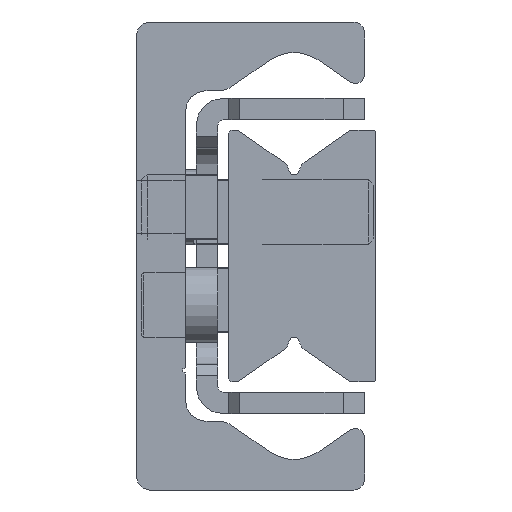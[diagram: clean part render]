
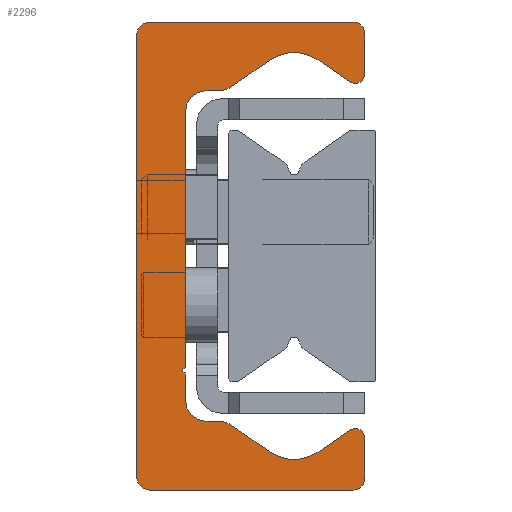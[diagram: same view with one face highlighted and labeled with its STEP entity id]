
A CAD part, left-side view. The second image highlights one B-rep face of the part: STEP entity #2296.
In plain terms, the highlighted planar face has unit normal (-1, 0, 0).
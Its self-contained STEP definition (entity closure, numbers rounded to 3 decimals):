
#1291=CARTESIAN_POINT('',(0.0,9.25,-21.5));
#1292=VERTEX_POINT('',#1291);
#1299=CARTESIAN_POINT('',(0.0,10.5,-20.25));
#1300=VERTEX_POINT('',#1299);
#1301=CARTESIAN_POINT('',(0.0,9.25,-20.25));
#1302=DIRECTION('',(1.0,0.0,0.0));
#1303=DIRECTION('',(0.0,0.0,-1.0));
#1304=AXIS2_PLACEMENT_3D('',#1301,#1302,#1303);
#1305=CIRCLE('',#1304,1.25);
#1306=EDGE_CURVE('',#1292,#1300,#1305,.T.);
#1330=CARTESIAN_POINT('',(0.0,-9.5,-21.5));
#1331=VERTEX_POINT('',#1330);
#1338=CARTESIAN_POINT('',(0.0,-9.5,-21.5));
#1339=DIRECTION('',(0.0,1.0,0.0));
#1340=VECTOR('',#1339,18.75);
#1341=LINE('',#1338,#1340);
#1342=EDGE_CURVE('',#1331,#1292,#1341,.T.);
#1362=CARTESIAN_POINT('',(0.0,-10.5,-20.5));
#1363=VERTEX_POINT('',#1362);
#1370=CARTESIAN_POINT('',(0.0,-9.5,-20.5));
#1371=DIRECTION('',(1.0,0.0,0.0));
#1372=DIRECTION('',(0.0,-1.0,0.0));
#1373=AXIS2_PLACEMENT_3D('',#1370,#1371,#1372);
#1374=CIRCLE('',#1373,1.);
#1375=EDGE_CURVE('',#1363,#1331,#1374,.T.);
#1394=CARTESIAN_POINT('',(0.0,-10.5,-16.65));
#1395=VERTEX_POINT('',#1394);
#1402=CARTESIAN_POINT('',(0.0,-10.5,-16.65));
#1403=DIRECTION('',(0.0,0.0,-1.0));
#1404=VECTOR('',#1403,3.85);
#1405=LINE('',#1402,#1404);
#1406=EDGE_CURVE('',#1395,#1363,#1405,.T.);
#1426=CARTESIAN_POINT('',(0.0,-9.162,-15.954));
#1427=VERTEX_POINT('',#1426);
#1434=CARTESIAN_POINT('',(0.0,-9.65,-16.65));
#1435=DIRECTION('',(1.0,0.0,0.0));
#1436=DIRECTION('',(0.0,0.574,0.819));
#1437=AXIS2_PLACEMENT_3D('',#1434,#1435,#1436);
#1438=CIRCLE('',#1437,0.85);
#1439=EDGE_CURVE('',#1427,#1395,#1438,.T.);
#1458=CARTESIAN_POINT('',(0.0,-6.294,-17.962));
#1459=VERTEX_POINT('',#1458);
#1466=CARTESIAN_POINT('',(0.0,-6.294,-17.962));
#1467=DIRECTION('',(0.0,-0.819,0.574));
#1468=VECTOR('',#1467,3.501);
#1469=LINE('',#1466,#1468);
#1470=EDGE_CURVE('',#1459,#1427,#1469,.T.);
#1490=CARTESIAN_POINT('',(0.0,-1.706,-17.962));
#1491=VERTEX_POINT('',#1490);
#1498=CARTESIAN_POINT('',(0.0,-4.0,-14.685));
#1499=DIRECTION('',(-1.0,0.0,0.0));
#1500=DIRECTION('',(0.0,0.574,0.819));
#1501=AXIS2_PLACEMENT_3D('',#1498,#1499,#1500);
#1502=CIRCLE('',#1501,4.0);
#1503=EDGE_CURVE('',#1491,#1459,#1502,.T.);
#1522=CARTESIAN_POINT('',(0.0,1.722,-15.562));
#1523=VERTEX_POINT('',#1522);
#1530=CARTESIAN_POINT('',(0.0,1.722,-15.562));
#1531=DIRECTION('',(0.0,-0.819,-0.574));
#1532=VECTOR('',#1531,4.185);
#1533=LINE('',#1530,#1532);
#1534=EDGE_CURVE('',#1523,#1491,#1533,.T.);
#1554=CARTESIAN_POINT('',(0.0,2.869,-15.2));
#1555=VERTEX_POINT('',#1554);
#1562=CARTESIAN_POINT('',(0.0,2.869,-17.2));
#1563=DIRECTION('',(1.0,0.0,0.0));
#1564=DIRECTION('',(0.0,0.0,1.0));
#1565=AXIS2_PLACEMENT_3D('',#1562,#1563,#1564);
#1566=CIRCLE('',#1565,2.0);
#1567=EDGE_CURVE('',#1555,#1523,#1566,.T.);
#1586=CARTESIAN_POINT('',(0.0,4.,-15.2));
#1587=VERTEX_POINT('',#1586);
#1594=CARTESIAN_POINT('',(0.0,4.,-15.2));
#1595=DIRECTION('',(0.0,-1.0,0.0));
#1596=VECTOR('',#1595,1.131);
#1597=LINE('',#1594,#1596);
#1598=EDGE_CURVE('',#1587,#1555,#1597,.T.);
#1618=CARTESIAN_POINT('',(0.0,6.,-13.2));
#1619=VERTEX_POINT('',#1618);
#1626=CARTESIAN_POINT('',(0.0,4.,-13.2));
#1627=DIRECTION('',(-1.0,0.0,0.0));
#1628=DIRECTION('',(0.0,0.0,1.0));
#1629=AXIS2_PLACEMENT_3D('',#1626,#1627,#1628);
#1630=CIRCLE('',#1629,2.0);
#1631=EDGE_CURVE('',#1619,#1587,#1630,.T.);
#1650=CARTESIAN_POINT('',(0.0,6.,-10.75));
#1651=VERTEX_POINT('',#1650);
#1658=CARTESIAN_POINT('',(0.0,6.,-10.75));
#1659=DIRECTION('',(0.0,0.0,-1.0));
#1660=VECTOR('',#1659,2.45);
#1661=LINE('',#1658,#1660);
#1662=EDGE_CURVE('',#1651,#1619,#1661,.T.);
#1682=CARTESIAN_POINT('',(0.0,6.,-10.25));
#1683=VERTEX_POINT('',#1682);
#1690=CARTESIAN_POINT('',(0.0,6.,-10.5));
#1691=DIRECTION('',(-1.0,0.0,0.0));
#1692=DIRECTION('',(0.0,0.0,1.0));
#1693=AXIS2_PLACEMENT_3D('',#1690,#1691,#1692);
#1694=CIRCLE('',#1693,0.25);
#1695=EDGE_CURVE('',#1683,#1651,#1694,.T.);
#1714=CARTESIAN_POINT('',(0.0,6.,13.2));
#1715=VERTEX_POINT('',#1714);
#1722=CARTESIAN_POINT('',(0.0,6.,13.2));
#1723=DIRECTION('',(0.0,0.0,-1.0));
#1724=VECTOR('',#1723,23.45);
#1725=LINE('',#1722,#1724);
#1726=EDGE_CURVE('',#1715,#1683,#1725,.T.);
#1824=CARTESIAN_POINT('',(0.0,4.,15.2));
#1825=VERTEX_POINT('',#1824);
#1832=CARTESIAN_POINT('',(0.0,4.,13.2));
#1833=DIRECTION('',(-1.0,0.0,0.0));
#1834=DIRECTION('',(0.0,-1.0,0.0));
#1835=AXIS2_PLACEMENT_3D('',#1832,#1833,#1834);
#1836=CIRCLE('',#1835,2.0);
#1837=EDGE_CURVE('',#1825,#1715,#1836,.T.);
#1856=CARTESIAN_POINT('',(0.0,2.869,15.2));
#1857=VERTEX_POINT('',#1856);
#1864=CARTESIAN_POINT('',(0.0,2.869,15.2));
#1865=DIRECTION('',(0.0,1.0,0.0));
#1866=VECTOR('',#1865,1.131);
#1867=LINE('',#1864,#1866);
#1868=EDGE_CURVE('',#1857,#1825,#1867,.T.);
#1888=CARTESIAN_POINT('',(0.0,1.722,15.562));
#1889=VERTEX_POINT('',#1888);
#1896=CARTESIAN_POINT('',(0.0,2.869,17.2));
#1897=DIRECTION('',(1.0,0.0,0.0));
#1898=DIRECTION('',(0.0,-0.574,-0.819));
#1899=AXIS2_PLACEMENT_3D('',#1896,#1897,#1898);
#1900=CIRCLE('',#1899,2.0);
#1901=EDGE_CURVE('',#1889,#1857,#1900,.T.);
#1920=CARTESIAN_POINT('',(0.0,-1.706,17.962));
#1921=VERTEX_POINT('',#1920);
#1928=CARTESIAN_POINT('',(0.0,-1.706,17.962));
#1929=DIRECTION('',(0.0,0.819,-0.574));
#1930=VECTOR('',#1929,4.185);
#1931=LINE('',#1928,#1930);
#1932=EDGE_CURVE('',#1921,#1889,#1931,.T.);
#1952=CARTESIAN_POINT('',(0.0,-6.294,17.962));
#1953=VERTEX_POINT('',#1952);
#1960=CARTESIAN_POINT('',(0.0,-4.0,14.685));
#1961=DIRECTION('',(-1.0,0.0,0.0));
#1962=DIRECTION('',(0.0,-0.574,-0.819));
#1963=AXIS2_PLACEMENT_3D('',#1960,#1961,#1962);
#1964=CIRCLE('',#1963,4.0);
#1965=EDGE_CURVE('',#1953,#1921,#1964,.T.);
#1984=CARTESIAN_POINT('',(0.0,-9.162,15.954));
#1985=VERTEX_POINT('',#1984);
#1992=CARTESIAN_POINT('',(0.0,-9.162,15.954));
#1993=DIRECTION('',(0.0,0.819,0.574));
#1994=VECTOR('',#1993,3.501);
#1995=LINE('',#1992,#1994);
#1996=EDGE_CURVE('',#1985,#1953,#1995,.T.);
#2016=CARTESIAN_POINT('',(0.0,-10.5,16.65));
#2017=VERTEX_POINT('',#2016);
#2024=CARTESIAN_POINT('',(0.0,-9.65,16.65));
#2025=DIRECTION('',(1.0,0.0,0.0));
#2026=DIRECTION('',(0.0,-1.0,0.0));
#2027=AXIS2_PLACEMENT_3D('',#2024,#2025,#2026);
#2028=CIRCLE('',#2027,0.85);
#2029=EDGE_CURVE('',#2017,#1985,#2028,.T.);
#2048=CARTESIAN_POINT('',(0.0,-10.5,20.5));
#2049=VERTEX_POINT('',#2048);
#2056=CARTESIAN_POINT('',(0.0,-10.5,20.5));
#2057=DIRECTION('',(0.0,0.0,-1.0));
#2058=VECTOR('',#2057,3.85);
#2059=LINE('',#2056,#2058);
#2060=EDGE_CURVE('',#2049,#2017,#2059,.T.);
#2080=CARTESIAN_POINT('',(0.0,-9.5,21.5));
#2081=VERTEX_POINT('',#2080);
#2088=CARTESIAN_POINT('',(0.0,-9.5,20.5));
#2089=DIRECTION('',(1.0,0.0,0.0));
#2090=DIRECTION('',(0.0,0.0,1.0));
#2091=AXIS2_PLACEMENT_3D('',#2088,#2089,#2090);
#2092=CIRCLE('',#2091,1.);
#2093=EDGE_CURVE('',#2081,#2049,#2092,.T.);
#2112=CARTESIAN_POINT('',(0.0,9.25,21.5));
#2113=VERTEX_POINT('',#2112);
#2120=CARTESIAN_POINT('',(0.0,9.25,21.5));
#2121=DIRECTION('',(0.0,-1.0,0.0));
#2122=VECTOR('',#2121,18.75);
#2123=LINE('',#2120,#2122);
#2124=EDGE_CURVE('',#2113,#2081,#2123,.T.);
#2144=CARTESIAN_POINT('',(0.0,10.5,20.25));
#2145=VERTEX_POINT('',#2144);
#2152=CARTESIAN_POINT('',(0.0,9.25,20.25));
#2153=DIRECTION('',(1.0,0.0,0.0));
#2154=DIRECTION('',(0.0,1.0,0.0));
#2155=AXIS2_PLACEMENT_3D('',#2152,#2153,#2154);
#2156=CIRCLE('',#2155,1.25);
#2157=EDGE_CURVE('',#2145,#2113,#2156,.T.);
#2175=CARTESIAN_POINT('',(0.0,10.5,-20.25));
#2176=DIRECTION('',(0.0,0.0,1.0));
#2177=VECTOR('',#2176,40.5);
#2178=LINE('',#2175,#2177);
#2179=EDGE_CURVE('',#1300,#2145,#2178,.T.);
#2263=CARTESIAN_POINT('',(0.0,2.66,-0.019));
#2264=DIRECTION('',(1.0,0.0,0.0));
#2265=DIRECTION('',(0.0,0.0,-1.0));
#2266=AXIS2_PLACEMENT_3D('',#2263,#2264,#2265);
#2267=PLANE('',#2266);
#2268=ORIENTED_EDGE('',*,*,#2179,.F.);
#2269=ORIENTED_EDGE('',*,*,#1306,.F.);
#2270=ORIENTED_EDGE('',*,*,#1342,.F.);
#2271=ORIENTED_EDGE('',*,*,#1375,.F.);
#2272=ORIENTED_EDGE('',*,*,#1406,.F.);
#2273=ORIENTED_EDGE('',*,*,#1439,.F.);
#2274=ORIENTED_EDGE('',*,*,#1470,.F.);
#2275=ORIENTED_EDGE('',*,*,#1503,.F.);
#2276=ORIENTED_EDGE('',*,*,#1534,.F.);
#2277=ORIENTED_EDGE('',*,*,#1567,.F.);
#2278=ORIENTED_EDGE('',*,*,#1598,.F.);
#2279=ORIENTED_EDGE('',*,*,#1631,.F.);
#2280=ORIENTED_EDGE('',*,*,#1662,.F.);
#2281=ORIENTED_EDGE('',*,*,#1695,.F.);
#2282=ORIENTED_EDGE('',*,*,#1726,.F.);
#2283=ORIENTED_EDGE('',*,*,#1837,.F.);
#2284=ORIENTED_EDGE('',*,*,#1868,.F.);
#2285=ORIENTED_EDGE('',*,*,#1901,.F.);
#2286=ORIENTED_EDGE('',*,*,#1932,.F.);
#2287=ORIENTED_EDGE('',*,*,#1965,.F.);
#2288=ORIENTED_EDGE('',*,*,#1996,.F.);
#2289=ORIENTED_EDGE('',*,*,#2029,.F.);
#2290=ORIENTED_EDGE('',*,*,#2060,.F.);
#2291=ORIENTED_EDGE('',*,*,#2093,.F.);
#2292=ORIENTED_EDGE('',*,*,#2124,.F.);
#2293=ORIENTED_EDGE('',*,*,#2157,.F.);
#2294=EDGE_LOOP('',(#2268,#2269,#2270,#2271,#2272,#2273,#2274,#2275,#2276,#2277,#2278,#2279,#2280,#2281,#2282,#2283,#2284,#2285,#2286,#2287,#2288,#2289,#2290,#2291,#2292,#2293));
#2295=FACE_OUTER_BOUND('',#2294,.T.);
#2296=ADVANCED_FACE('',(#2295),#2267,.F.);
